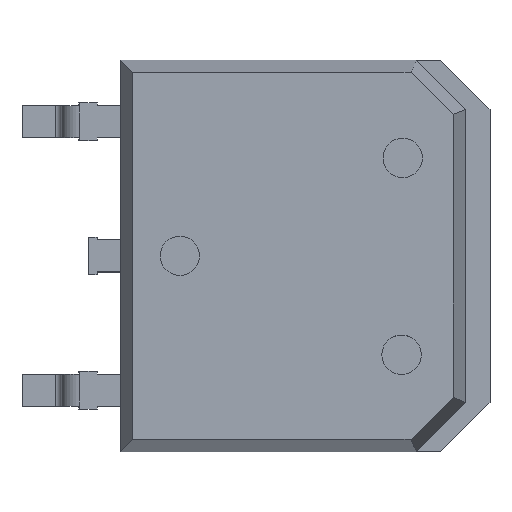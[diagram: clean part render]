
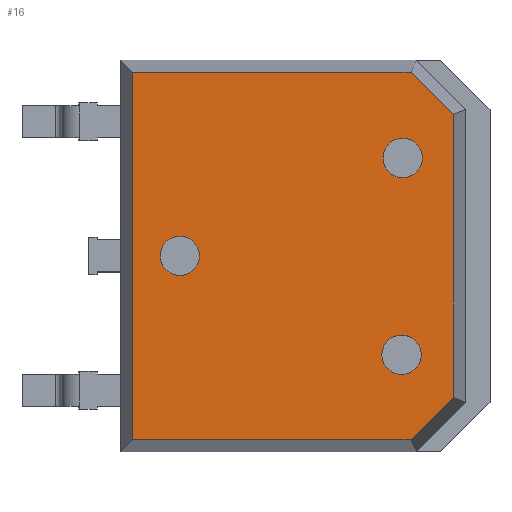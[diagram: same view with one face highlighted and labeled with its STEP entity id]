
A CAD part, top view. The second image highlights one B-rep face of the part: STEP entity #16.
In plain terms, the highlighted planar face has unit normal (0, 0, 1).
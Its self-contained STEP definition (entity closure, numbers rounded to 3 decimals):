
#12=DIRECTION('',(0.,0.,1.));
#16=ADVANCED_FACE('',(#17,#66,#76,#85),#94,.T.);
#17=FACE_BOUND('',#18,.T.);
#18=EDGE_LOOP('',(#19,#29,#37,#45,#53,#61));
#19=ORIENTED_EDGE('',*,*,#20,.T.);
#20=EDGE_CURVE('',#21,#23,#25,.T.);
#21=VERTEX_POINT('',#22);
#22=CARTESIAN_POINT('',(-5.,-7.45,5.02));
#23=VERTEX_POINT('',#24);
#24=CARTESIAN_POINT('',(6.293,-7.45,5.02));
#25=LINE('',#26,#27);
#26=CARTESIAN_POINT('',(-5.5,-7.45,5.02));
#27=VECTOR('',#28,1.);
#28=DIRECTION('',(1.,0.,0.));
#29=ORIENTED_EDGE('',*,*,#30,.T.);
#30=EDGE_CURVE('',#23,#31,#33,.T.);
#31=VERTEX_POINT('',#32);
#32=CARTESIAN_POINT('',(8.,-5.743,5.02));
#33=LINE('',#34,#35);
#34=CARTESIAN_POINT('',(6.146,-7.596,5.02));
#35=VECTOR('',#36,1.);
#36=DIRECTION('',(0.707,0.707,0.));
#37=ORIENTED_EDGE('',*,*,#38,.T.);
#38=EDGE_CURVE('',#31,#39,#41,.T.);
#39=VERTEX_POINT('',#40);
#40=CARTESIAN_POINT('',(8.,5.743,5.02));
#41=LINE('',#42,#43);
#42=CARTESIAN_POINT('',(8.,-5.243,5.02));
#43=VECTOR('',#44,1.);
#44=DIRECTION('',(0.,1.,0.));
#45=ORIENTED_EDGE('',*,*,#46,.T.);
#46=EDGE_CURVE('',#39,#47,#49,.T.);
#47=VERTEX_POINT('',#48);
#48=CARTESIAN_POINT('',(6.293,7.45,5.02));
#49=LINE('',#50,#51);
#50=CARTESIAN_POINT('',(8.146,5.596,5.02));
#51=VECTOR('',#52,1.);
#52=DIRECTION('',(-0.707,0.707,0.));
#53=ORIENTED_EDGE('',*,*,#54,.T.);
#54=EDGE_CURVE('',#47,#55,#57,.T.);
#55=VERTEX_POINT('',#56);
#56=CARTESIAN_POINT('',(-5.,7.45,5.02));
#57=LINE('',#58,#59);
#58=CARTESIAN_POINT('',(5.793,7.45,5.02));
#59=VECTOR('',#60,1.);
#60=DIRECTION('',(-1.,0.,0.));
#61=ORIENTED_EDGE('',*,*,#62,.T.);
#62=EDGE_CURVE('',#55,#21,#63,.T.);
#63=LINE('',#56,#64);
#64=VECTOR('',#65,1.);
#65=DIRECTION('',(0.,-1.,0.));
#66=FACE_BOUND('',#67,.T.);
#67=EDGE_LOOP('',(#68));
#68=ORIENTED_EDGE('',*,*,#69,.T.);
#69=EDGE_CURVE('',#70,#70,#72,.T.);
#70=VERTEX_POINT('',#71);
#71=CARTESIAN_POINT('',(5.109,-4.018,5.02));
#72=CIRCLE('',#73,0.8);
#73=AXIS2_PLACEMENT_3D('',#74,#75,#60);
#74=CARTESIAN_POINT('',(5.909,-4.018,5.02));
#75=DIRECTION('',(0.,0.,-1.));
#76=FACE_BOUND('',#77,.T.);
#77=EDGE_LOOP('',(#78));
#78=ORIENTED_EDGE('',*,*,#79,.T.);
#79=EDGE_CURVE('',#80,#80,#82,.T.);
#80=VERTEX_POINT('',#81);
#81=CARTESIAN_POINT('',(-3.891,0.,5.02));
#82=CIRCLE('',#83,0.8);
#83=AXIS2_PLACEMENT_3D('',#84,#75,#60);
#84=CARTESIAN_POINT('',(-3.091,0.,5.02));
#85=FACE_BOUND('',#86,.T.);
#86=EDGE_LOOP('',(#87));
#87=ORIENTED_EDGE('',*,*,#88,.T.);
#88=EDGE_CURVE('',#89,#89,#91,.T.);
#89=VERTEX_POINT('',#90);
#90=CARTESIAN_POINT('',(5.157,3.975,5.02));
#91=CIRCLE('',#92,0.8);
#92=AXIS2_PLACEMENT_3D('',#93,#75,#60);
#93=CARTESIAN_POINT('',(5.957,3.975,5.02));
#94=PLANE('',#95);
#95=AXIS2_PLACEMENT_3D('',#96,#12,#28);
#96=CARTESIAN_POINT('',(1.5,0.,5.02));
